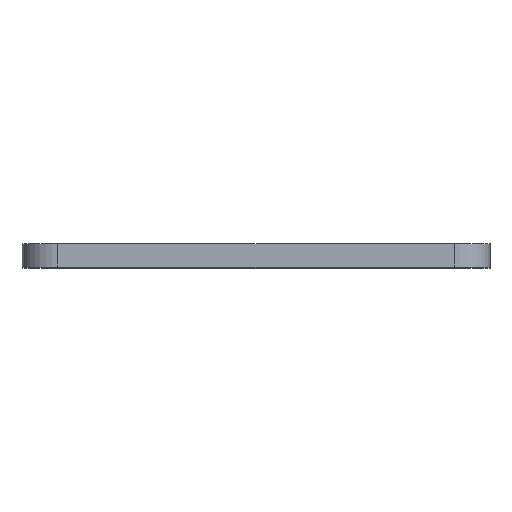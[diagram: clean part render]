
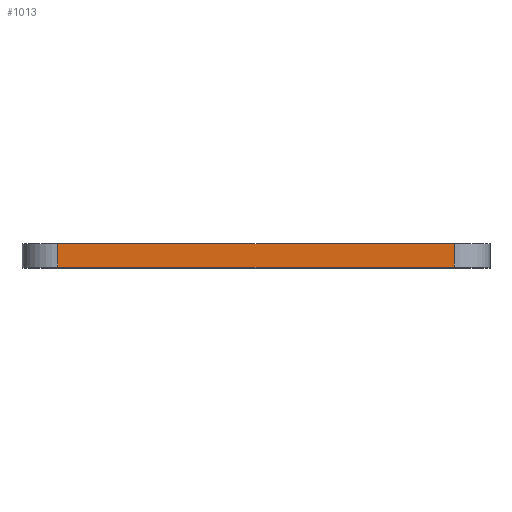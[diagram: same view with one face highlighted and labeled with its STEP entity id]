
A CAD part, top view. The second image highlights one B-rep face of the part: STEP entity #1013.
In plain terms, the highlighted planar face has unit normal (0, 0, 1).
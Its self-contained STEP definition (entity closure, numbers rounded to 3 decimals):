
#157=FACE_OUTER_BOUND('',#207,.T.);
#207=EDGE_LOOP('',(#833,#834,#835,#836));
#317=LINE('',#1700,#409);
#318=LINE('',#1703,#410);
#319=LINE('',#1705,#411);
#320=LINE('',#1706,#412);
#409=VECTOR('',#1405,10.);
#410=VECTOR('',#1408,10.);
#411=VECTOR('',#1409,10.);
#412=VECTOR('',#1410,10.);
#505=VERTEX_POINT('',#1696);
#506=VERTEX_POINT('',#1698);
#507=VERTEX_POINT('',#1702);
#508=VERTEX_POINT('',#1704);
#645=EDGE_CURVE('',#505,#506,#317,.T.);
#646=EDGE_CURVE('',#505,#507,#318,.T.);
#647=EDGE_CURVE('',#508,#506,#319,.T.);
#648=EDGE_CURVE('',#507,#508,#320,.T.);
#833=ORIENTED_EDGE('',*,*,#646,.F.);
#834=ORIENTED_EDGE('',*,*,#645,.T.);
#835=ORIENTED_EDGE('',*,*,#647,.F.);
#836=ORIENTED_EDGE('',*,*,#648,.F.);
#965=PLANE('',#1125);
#1013=ADVANCED_FACE('',(#157),#965,.T.);
#1125=AXIS2_PLACEMENT_3D('',#1701,#1406,#1407);
#1405=DIRECTION('',(0.,1.,0.));
#1406=DIRECTION('center_axis',(0.,0.,1.));
#1407=DIRECTION('ref_axis',(1.,0.,0.));
#1408=DIRECTION('',(-1.,0.,0.));
#1409=DIRECTION('',(1.,0.,0.));
#1410=DIRECTION('',(0.,1.,0.));
#1696=CARTESIAN_POINT('',(25.4,0.,48.25));
#1698=CARTESIAN_POINT('',(25.4,3.,48.25));
#1700=CARTESIAN_POINT('',(25.4,0.,48.25));
#1701=CARTESIAN_POINT('Origin',(-25.4,0.,48.25));
#1702=CARTESIAN_POINT('',(-25.4,0.,48.25));
#1703=CARTESIAN_POINT('',(25.4,0.,48.25));
#1704=CARTESIAN_POINT('',(-25.4,3.,48.25));
#1705=CARTESIAN_POINT('',(25.4,3.,48.25));
#1706=CARTESIAN_POINT('',(-25.4,0.,48.25));
